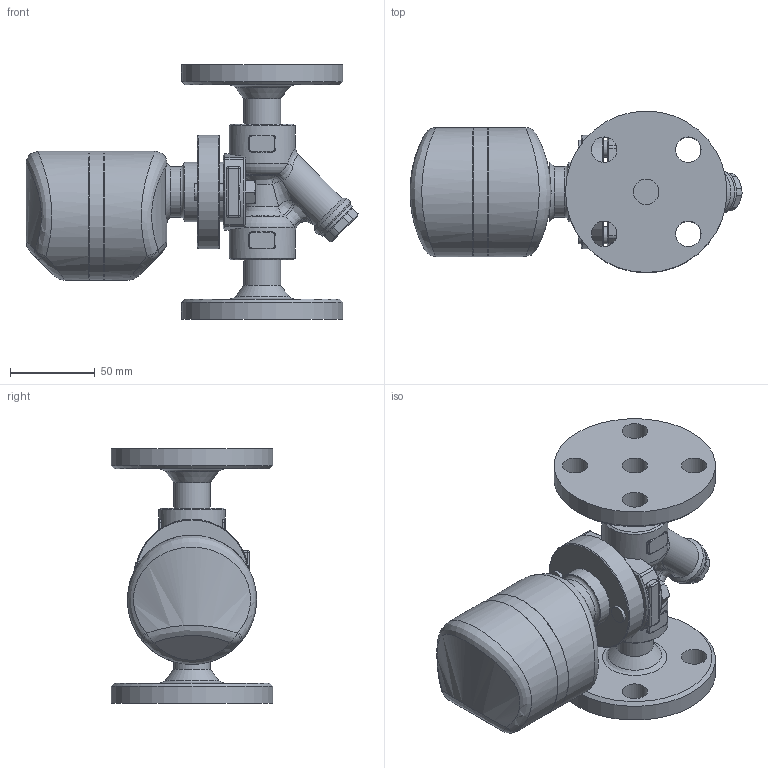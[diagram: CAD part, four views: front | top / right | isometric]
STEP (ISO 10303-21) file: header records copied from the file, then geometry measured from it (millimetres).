
FILE_DESCRIPTION((''),'2;1');
FILE_NAME('fs300-015-jis10-00.stp','2010-10-26T10:08:07',('nakaot'),(''),'Autodesk Inventor 2008','Autodesk Inventor 2008','');
FILE_SCHEMA(('AUTOMOTIVE_DESIGN { 1 0 10303 214 1 1 1 1 }'));
Length unit declared in the file: millimetre
Products named in the file (1): fs300-015-jis10-00
Bounding box: 195.34 x 95 x 150 mm (x, y, z)
Volume: 690939.6 mm3; surface area: 106334.4 mm2
Topology: 1 solids, 3 shells, 366 faces, 880 edges, 522 vertices
Faces by surface type: bspline 108, cylinder 106, plane 94, cone 34, torus 20, sphere 4
Full cylindrical faces by diameter (mm): 10 x2, 10.5 x1, 15 x5, 17 x1, 21.7 x1, 23 x1, 25 x1, 27 x1, 30 x1, 33 x1, 35 x3, 39 x2, 60 x2, 67 x1, 76 x2, 95 x1
Entity records: 16625 total; most frequent: CARTESIAN_POINT 9034, ORIENTED_EDGE 1574, DIRECTION 1454, EDGE_CURVE 787, AXIS2_PLACEMENT_3D 605, VERTEX_POINT 506, EDGE_LOOP 469, FACE_OUTER_BOUND 366
